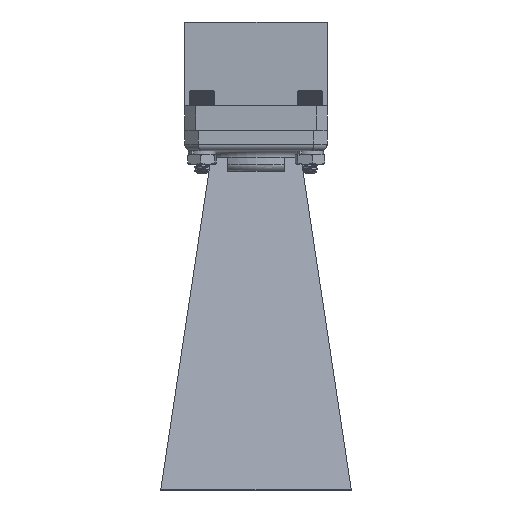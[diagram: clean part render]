
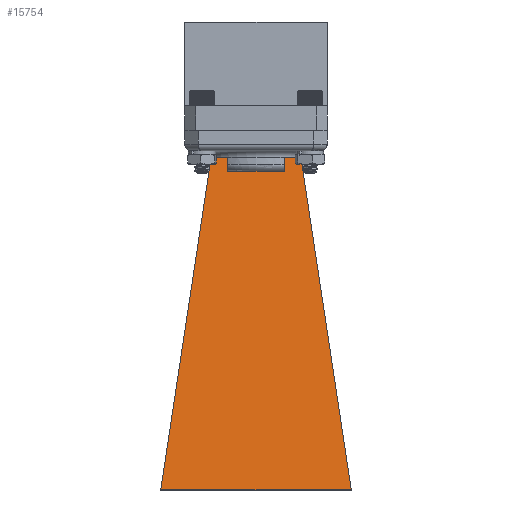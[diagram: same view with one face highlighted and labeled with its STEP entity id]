
A CAD part, front view. The second image highlights one B-rep face of the part: STEP entity #15754.
In plain terms, the highlighted face is planar.
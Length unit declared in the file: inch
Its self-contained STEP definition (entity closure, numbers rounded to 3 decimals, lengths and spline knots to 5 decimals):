
#256 = CARTESIAN_POINT ( 'NONE',  ( -0.41345, 0.25, -0.22596 ) ) ;
#752 = FACE_OUTER_BOUND ( 'NONE', #6918, .T. ) ;
#756 = DIRECTION ( 'NONE',  ( 0.148, 0.98, -0.132 ) ) ;
#910 = CARTESIAN_POINT ( 'NONE',  ( -0.877, 3.31, -0.637 ) ) ;
#1536 = CARTESIAN_POINT ( 'NONE',  ( -0.268, 0.25, -0.22596 ) ) ;
#1607 = DIRECTION ( 'NONE',  ( 1., 0., 0. ) ) ;
#2331 = CARTESIAN_POINT ( 'NONE',  ( 0.26, 0.3329, -0.2371 ) ) ;
#2357 = DIRECTION ( 'NONE',  ( -1., 0., 0. ) ) ;
#3477 = DIRECTION ( 'NONE',  ( 0., -0.991, 0.133 ) ) ;
#3739 = VERTEX_POINT ( 'NONE', #4404 ) ;
#3802 = LINE ( 'NONE', #19245, #10714 ) ;
#4404 = CARTESIAN_POINT ( 'NONE',  ( -0.26, 0.25, -0.22596 ) ) ;
#4530 = ORIENTED_EDGE ( 'NONE', *, *, #13301, .F. ) ;
#4536 = CARTESIAN_POINT ( 'NONE',  ( -0.47918, 0.68388, -0.28424 ) ) ;
#4618 = VECTOR ( 'NONE', #2357, 39.37008 ) ;
#4916 = CARTESIAN_POINT ( 'NONE',  ( 0.26, 0.25, -0.22596 ) ) ;
#5300 = EDGE_CURVE ( 'NONE', #3739, #19555, #13902, .T. ) ;
#5319 = ORIENTED_EDGE ( 'NONE', *, *, #6263, .F. ) ;
#5477 = ORIENTED_EDGE ( 'NONE', *, *, #5300, .F. ) ;
#5987 = LINE ( 'NONE', #7247, #14328 ) ;
#6158 = DIRECTION ( 'NONE',  ( -0.148, 0.98, -0.132 ) ) ;
#6263 = EDGE_CURVE ( 'NONE', #19555, #10482, #3802, .T. ) ;
#6468 = PLANE ( 'NONE',  #15382 ) ;
#6473 = VERTEX_POINT ( 'NONE', #910 ) ;
#6615 = DIRECTION ( 'NONE',  ( 0., 0.133, 0.991 ) ) ;
#6918 = EDGE_LOOP ( 'NONE', ( #5477, #9249, #10812, #19571, #14738, #4530, #19753, #5319 ) ) ;
#7247 = CARTESIAN_POINT ( 'NONE',  ( 0.268, 0.25, -0.22596 ) ) ;
#7786 = VERTEX_POINT ( 'NONE', #11278 ) ;
#8104 = EDGE_CURVE ( 'NONE', #11513, #6473, #10590, .T. ) ;
#8879 = CARTESIAN_POINT ( 'NONE',  ( 0.41345, 0.25, -0.22596 ) ) ;
#8885 = VECTOR ( 'NONE', #10323, 39.37008 ) ;
#9249 = ORIENTED_EDGE ( 'NONE', *, *, #12510, .F. ) ;
#9995 = CARTESIAN_POINT ( 'NONE',  ( 3.81838, 3.31, -0.637 ) ) ;
#10323 = DIRECTION ( 'NONE',  ( 0., -0.991, 0.133 ) ) ;
#10392 = CARTESIAN_POINT ( 'NONE',  ( 0.47918, 0.68388, -0.28424 ) ) ;
#10482 = VERTEX_POINT ( 'NONE', #16374 ) ;
#10590 = LINE ( 'NONE', #4536, #20429 ) ;
#10714 = VECTOR ( 'NONE', #18990, 39.37008 ) ;
#10812 = ORIENTED_EDGE ( 'NONE', *, *, #8104, .T. ) ;
#10957 = VECTOR ( 'NONE', #756, 39.37008 ) ;
#11278 = CARTESIAN_POINT ( 'NONE',  ( 0.877, 3.31, -0.637 ) ) ;
#11513 = VERTEX_POINT ( 'NONE', #256 ) ;
#11576 = CARTESIAN_POINT ( 'NONE',  ( -0.26, 0.3329, -0.2371 ) ) ;
#11777 = DIRECTION ( 'NONE',  ( 1., 0., 0. ) ) ;
#11817 = EDGE_CURVE ( 'NONE', #16115, #7786, #14125, .T. ) ;
#12510 = EDGE_CURVE ( 'NONE', #11513, #3739, #13876, .T. ) ;
#12864 = CARTESIAN_POINT ( 'NONE',  ( -0.26, 0.375, -0.24275 ) ) ;
#12886 = VECTOR ( 'NONE', #1607, 39.37008 ) ;
#13062 = DIRECTION ( 'NONE',  ( 0., 0.991, -0.133 ) ) ;
#13301 = EDGE_CURVE ( 'NONE', #16688, #16115, #5987, .T. ) ;
#13876 = LINE ( 'NONE', #1536, #12886 ) ;
#13902 = LINE ( 'NONE', #11576, #18875 ) ;
#14125 = LINE ( 'NONE', #10392, #10957 ) ;
#14328 = VECTOR ( 'NONE', #11777, 39.37008 ) ;
#14738 = ORIENTED_EDGE ( 'NONE', *, *, #11817, .F. ) ;
#15382 = AXIS2_PLACEMENT_3D ( 'NONE', #19079, #6615, #3477 ) ;
#15754 = ADVANCED_FACE ( 'NONE', ( #752 ), #6468, .F. ) ;
#16061 = EDGE_CURVE ( 'NONE', #10482, #16688, #17263, .T. ) ;
#16115 = VERTEX_POINT ( 'NONE', #8879 ) ;
#16374 = CARTESIAN_POINT ( 'NONE',  ( 0.26, 0.375, -0.24275 ) ) ;
#16688 = VERTEX_POINT ( 'NONE', #4916 ) ;
#17263 = LINE ( 'NONE', #2331, #8885 ) ;
#17516 = EDGE_CURVE ( 'NONE', #7786, #6473, #18475, .T. ) ;
#18475 = LINE ( 'NONE', #9995, #4618 ) ;
#18875 = VECTOR ( 'NONE', #13062, 39.37008 ) ;
#18990 = DIRECTION ( 'NONE',  ( 1., 0., 0. ) ) ;
#19079 = CARTESIAN_POINT ( 'NONE',  ( 3.81838, 0.187, -0.2175 ) ) ;
#19245 = CARTESIAN_POINT ( 'NONE',  ( -0.94175, 0.375, -0.24275 ) ) ;
#19555 = VERTEX_POINT ( 'NONE', #12864 ) ;
#19571 = ORIENTED_EDGE ( 'NONE', *, *, #17516, .F. ) ;
#19753 = ORIENTED_EDGE ( 'NONE', *, *, #16061, .F. ) ;
#20429 = VECTOR ( 'NONE', #6158, 39.37008 ) ;
